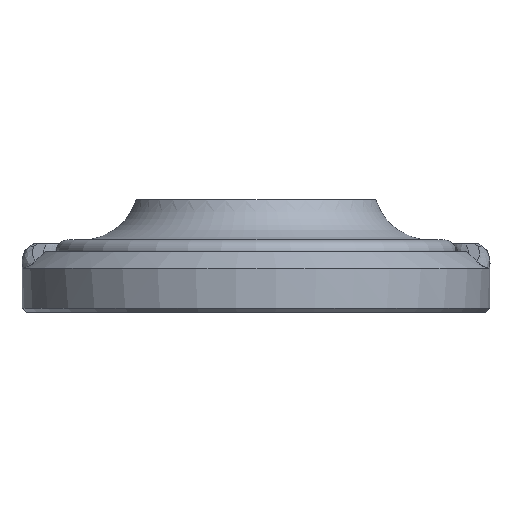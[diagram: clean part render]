
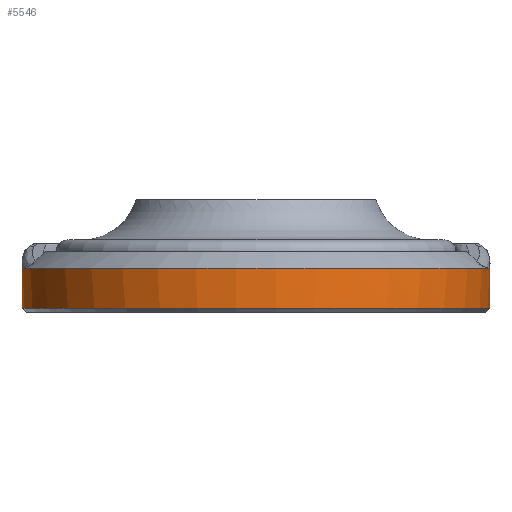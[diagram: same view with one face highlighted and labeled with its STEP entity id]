
A CAD part, front view. The second image highlights one B-rep face of the part: STEP entity #5546.
In plain terms, the highlighted cylindrical face has radius 29.25 mm (diameter 58.5 mm), a partial arc.
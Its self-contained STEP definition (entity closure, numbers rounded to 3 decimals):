
#43=CYLINDRICAL_SURFACE('',#5878,29.25);
#173=ELLIPSE('',#5877,30.073,29.25);
#174=ELLIPSE('',#5883,30.073,29.25);
#343=FACE_OUTER_BOUND('',#649,.T.);
#649=EDGE_LOOP('',(#3845,#3846,#3847,#3848,#3849,#3850,#3851,#3852));
#1056=CIRCLE('',#5879,29.25);
#1057=CIRCLE('',#5880,29.25);
#1058=CIRCLE('',#5881,29.25);
#1059=CIRCLE('',#5882,29.25);
#1363=LINE('',#8609,#1851);
#1364=LINE('',#8613,#1852);
#1851=VECTOR('',#6547,10.);
#1852=VECTOR('',#6550,10.);
#2396=VERTEX_POINT('',#8487);
#2409=VERTEX_POINT('',#8569);
#2410=VERTEX_POINT('',#8570);
#2411=VERTEX_POINT('',#8605);
#2412=VERTEX_POINT('',#8608);
#2413=VERTEX_POINT('',#8610);
#2414=VERTEX_POINT('',#8612);
#2415=VERTEX_POINT('',#8614);
#2975=EDGE_CURVE('',#2409,#2410,#173,.T.);
#2978=EDGE_CURVE('',#2410,#2411,#1056,.T.);
#2979=EDGE_CURVE('',#2396,#2409,#1057,.T.);
#2980=EDGE_CURVE('',#2412,#2396,#1363,.T.);
#2981=EDGE_CURVE('',#2413,#2412,#1058,.T.);
#2982=EDGE_CURVE('',#2413,#2414,#1364,.T.);
#2983=EDGE_CURVE('',#2415,#2414,#1059,.T.);
#2984=EDGE_CURVE('',#2411,#2415,#174,.T.);
#3845=ORIENTED_EDGE('',*,*,#2978,.F.);
#3846=ORIENTED_EDGE('',*,*,#2975,.F.);
#3847=ORIENTED_EDGE('',*,*,#2979,.F.);
#3848=ORIENTED_EDGE('',*,*,#2980,.F.);
#3849=ORIENTED_EDGE('',*,*,#2981,.F.);
#3850=ORIENTED_EDGE('',*,*,#2982,.T.);
#3851=ORIENTED_EDGE('',*,*,#2983,.F.);
#3852=ORIENTED_EDGE('',*,*,#2984,.F.);
#5546=ADVANCED_FACE('',(#343),#43,.T.);
#5877=AXIS2_PLACEMENT_3D('',#8571,#6539,#6540);
#5878=AXIS2_PLACEMENT_3D('',#8604,#6541,#6542);
#5879=AXIS2_PLACEMENT_3D('',#8606,#6543,#6544);
#5880=AXIS2_PLACEMENT_3D('',#8607,#6545,#6546);
#5881=AXIS2_PLACEMENT_3D('',#8611,#6548,#6549);
#5882=AXIS2_PLACEMENT_3D('',#8615,#6551,#6552);
#5883=AXIS2_PLACEMENT_3D('',#8616,#6553,#6554);
#6539=DIRECTION('center_axis',(0.,-0.232,
0.973));
#6540=DIRECTION('ref_axis',(0.,-0.973,-0.232));
#6541=DIRECTION('center_axis',(0.,0.,1.));
#6542=DIRECTION('ref_axis',(0.,-1.,0.));
#6543=DIRECTION('center_axis',(0.,0.,1.));
#6544=DIRECTION('ref_axis',(0.979,-0.206,0.));
#6545=DIRECTION('center_axis',(0.,0.,1.));
#6546=DIRECTION('ref_axis',(-0.979,0.206,0.));
#6547=DIRECTION('',(0.,0.,1.));
#6548=DIRECTION('center_axis',(0.,0.,-1.));
#6549=DIRECTION('ref_axis',(0.979,-0.206,0.));
#6550=DIRECTION('',(0.,0.,1.));
#6551=DIRECTION('center_axis',(0.,0.,1.));
#6552=DIRECTION('ref_axis',(0.979,-0.206,0.));
#6553=DIRECTION('center_axis',(0.,-0.232,
0.973));
#6554=DIRECTION('ref_axis',(0.,-0.973,-0.232));
#8487=CARTESIAN_POINT('',(-28.622,-88.471,7.5));
#8569=CARTESIAN_POINT('',(-28.707,-88.891,7.5));
#8570=CARTESIAN_POINT('',(-29.119,-97.263,5.5));
#8571=CARTESIAN_POINT('Origin',(0.,-94.5,6.16));
#8604=CARTESIAN_POINT('Origin',(0.,-94.5,0.));
#8605=CARTESIAN_POINT('',(29.119,-97.263,5.5));
#8606=CARTESIAN_POINT('Origin',(0.,-94.5,5.5));
#8607=CARTESIAN_POINT('Origin',(0.,-94.5,7.5));
#8608=CARTESIAN_POINT('',(-28.622,-88.471,0.5));
#8609=CARTESIAN_POINT('',(-28.622,-88.471,0.));
#8610=CARTESIAN_POINT('',(28.622,-88.471,0.5));
#8611=CARTESIAN_POINT('Origin',(0.,-94.5,0.5));
#8612=CARTESIAN_POINT('',(28.622,-88.471,7.5));
#8613=CARTESIAN_POINT('',(28.622,-88.471,0.));
#8614=CARTESIAN_POINT('',(28.707,-88.891,7.5));
#8615=CARTESIAN_POINT('Origin',(0.,-94.5,7.5));
#8616=CARTESIAN_POINT('Origin',(0.,-94.5,6.16));
